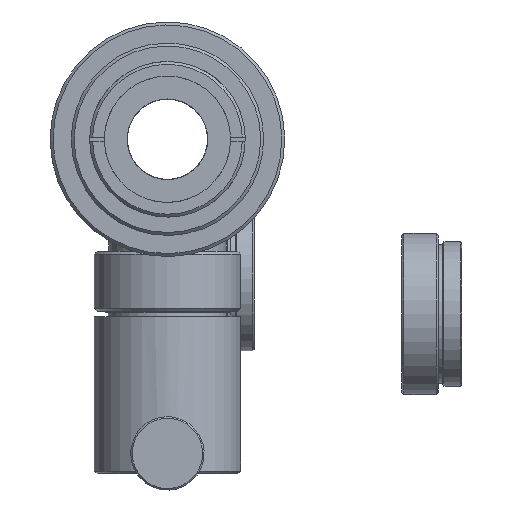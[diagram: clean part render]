
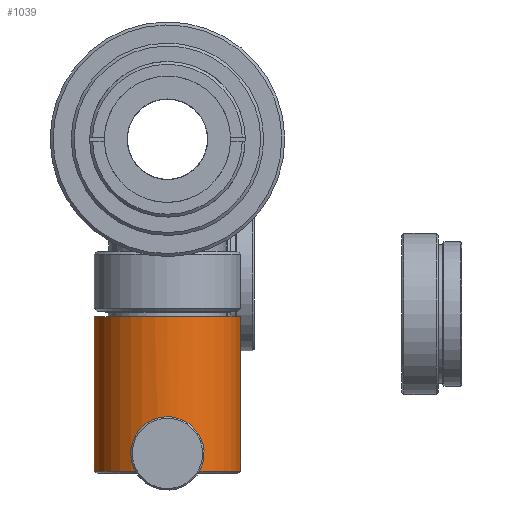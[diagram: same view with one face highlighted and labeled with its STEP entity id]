
A CAD part, front view. The second image highlights one B-rep face of the part: STEP entity #1039.
In plain terms, the highlighted cylindrical face has radius 12.7 mm (diameter 25.4 mm), a full revolution.
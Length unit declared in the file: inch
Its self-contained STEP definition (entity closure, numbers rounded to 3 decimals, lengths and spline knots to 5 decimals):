
#789=CARTESIAN_POINT('',(1.084,0.5,0.));
#790=VERTEX_POINT('',#789);
#791=CARTESIAN_POINT('',(1.214,0.5,0.0));
#792=VERTEX_POINT('',#791);
#793=CARTESIAN_POINT('',(1.084,0.5,0.));
#794=CARTESIAN_POINT('',(1.084,0.5,-0.00817));
#795=CARTESIAN_POINT('',(1.08563,0.49978,-0.01688));
#796=CARTESIAN_POINT('',(1.09227,0.49898,-0.03289));
#797=CARTESIAN_POINT('',(1.09727,0.49842,-0.0402));
#798=CARTESIAN_POINT('',(1.1088,0.49735,-0.05173));
#799=CARTESIAN_POINT('',(1.11611,0.49678,-0.05673));
#800=CARTESIAN_POINT('',(1.13212,0.49598,-0.06337));
#801=CARTESIAN_POINT('',(1.14083,0.49576,-0.065));
#802=CARTESIAN_POINT('',(1.15717,0.49576,-0.065));
#803=CARTESIAN_POINT('',(1.16588,0.49598,-0.06337));
#804=CARTESIAN_POINT('',(1.18189,0.49678,-0.05673));
#805=CARTESIAN_POINT('',(1.1892,0.49735,-0.05173));
#806=CARTESIAN_POINT('',(1.20073,0.49842,-0.0402));
#807=CARTESIAN_POINT('',(1.20573,0.49898,-0.03289));
#808=CARTESIAN_POINT('',(1.21237,0.49978,-0.01688));
#809=CARTESIAN_POINT('',(1.214,0.5,-0.00817));
#810=CARTESIAN_POINT('',(1.214,0.5,0.));
#811=B_SPLINE_CURVE_WITH_KNOTS('',3,(#793,#794,#795,#796,#797,#798,#799,#800,#801,#802,#803,#804,#805,#806,#807,#808,#809,#810),.UNSPECIFIED.,.F.,.U.,(4,2,2,2,2,2,2,2,4),(0.24907,0.31133,0.3736,0.43587,0.49813,0.5604,0.62267,0.68493,0.7472),.UNSPECIFIED.);
#812=EDGE_CURVE('',#790,#792,#811,.T.);
#814=CARTESIAN_POINT('',(1.214,0.5,0.));
#815=CARTESIAN_POINT('',(1.214,0.5,0.00817));
#816=CARTESIAN_POINT('',(1.21237,0.49978,0.01688));
#817=CARTESIAN_POINT('',(1.20573,0.49898,0.03289));
#818=CARTESIAN_POINT('',(1.20073,0.49842,0.0402));
#819=CARTESIAN_POINT('',(1.1892,0.49735,0.05173));
#820=CARTESIAN_POINT('',(1.18189,0.49678,0.05673));
#821=CARTESIAN_POINT('',(1.16588,0.49598,0.06337));
#822=CARTESIAN_POINT('',(1.15717,0.49576,0.065));
#823=CARTESIAN_POINT('',(1.149,0.49576,0.065));
#824=CARTESIAN_POINT('',(1.14083,0.49576,0.065));
#825=CARTESIAN_POINT('',(1.13212,0.49598,0.06337));
#826=CARTESIAN_POINT('',(1.11611,0.49678,0.05673));
#827=CARTESIAN_POINT('',(1.1088,0.49735,0.05173));
#828=CARTESIAN_POINT('',(1.09727,0.49842,0.0402));
#829=CARTESIAN_POINT('',(1.09227,0.49898,0.03289));
#830=CARTESIAN_POINT('',(1.08563,0.49978,0.01688));
#831=CARTESIAN_POINT('',(1.084,0.5,0.00817));
#832=CARTESIAN_POINT('',(1.084,0.5,0.));
#833=B_SPLINE_CURVE_WITH_KNOTS('',3,(#814,#815,#816,#817,#818,#819,#820,#821,#822,#823,#824,#825,#826,#827,#828,#829,#830,#831,#832),.UNSPECIFIED.,.F.,.U.,(4,2,2,2,3,2,2,2,4),(0.7472,0.80947,0.87173,0.934,0.99627,1.05853,1.1208,1.18307,1.24533),.UNSPECIFIED.);
#834=EDGE_CURVE('',#792,#790,#833,.T.);
#993=CARTESIAN_POINT('',(1.269,0.5,0.));
#994=VERTEX_POINT('',#993);
#995=CARTESIAN_POINT('',(1.269,0.0,0.0));
#996=DIRECTION('',(1.0,0.0,0.0));
#997=DIRECTION('',(0.0,-1.0,0.0));
#998=AXIS2_PLACEMENT_3D('',#995,#996,#997);
#999=CIRCLE('',#998,0.5);
#1000=EDGE_CURVE('',#994,#994,#999,.T.);
#1016=CARTESIAN_POINT('',(0.7525,0.0,0.0));
#1017=DIRECTION('',(1.0,0.0,0.0));
#1018=DIRECTION('',(0.0,1.0,0.0));
#1019=AXIS2_PLACEMENT_3D('',#1016,#1017,#1018);
#1020=CYLINDRICAL_SURFACE('',#1019,0.5);
#1021=CARTESIAN_POINT('',(0.216,0.5,0.0));
#1022=VERTEX_POINT('',#1021);
#1023=CARTESIAN_POINT('',(0.216,0.0,0.0));
#1024=DIRECTION('',(1.0,0.0,0.0));
#1025=DIRECTION('',(0.0,1.0,0.0));
#1026=AXIS2_PLACEMENT_3D('',#1023,#1024,#1025);
#1027=CIRCLE('',#1026,0.5);
#1028=EDGE_CURVE('',#1022,#1022,#1027,.T.);
#1029=ORIENTED_EDGE('',*,*,#1028,.T.);
#1030=EDGE_LOOP('',(#1029));
#1031=FACE_OUTER_BOUND('',#1030,.T.);
#1032=ORIENTED_EDGE('',*,*,#812,.T.);
#1033=ORIENTED_EDGE('',*,*,#834,.T.);
#1034=EDGE_LOOP('',(#1032,#1033));
#1035=FACE_BOUND('',#1034,.T.);
#1036=ORIENTED_EDGE('',*,*,#1000,.F.);
#1037=EDGE_LOOP('',(#1036));
#1038=FACE_BOUND('',#1037,.T.);
#1039=ADVANCED_FACE('',(#1031,#1035,#1038),#1020,.T.);
